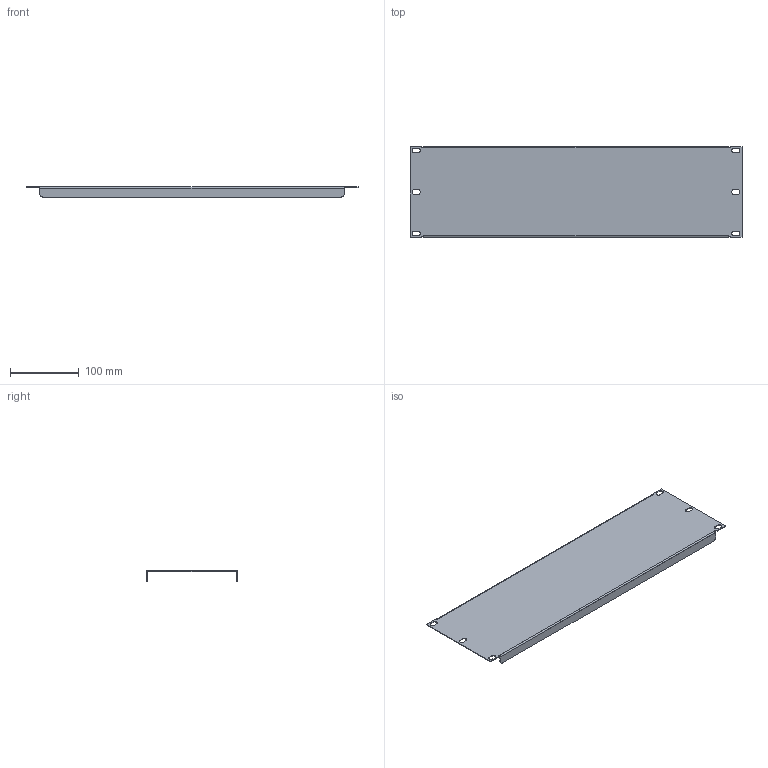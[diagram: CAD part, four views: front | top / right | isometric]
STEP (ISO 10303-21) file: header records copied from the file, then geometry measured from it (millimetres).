
FILE_DESCRIPTION (( 'STEP AP203' ), '1' );
FILE_NAME ('ÊÈÂÀ 218.00.01-02 ITK Ôàëüø-ïàíåëü 19''''_FP35-03UM.STEP', '2023-06-21T13:06:28', ( '' ), ( '' ), 'SwSTEP 2.0', 'SolidWorks 2022', '' );
FILE_SCHEMA (( 'CONFIG_CONTROL_DESIGN' ));
Length unit declared in the file: millimetre
Products named in the file (1): КИВА 218.00.01-02 ITK Фальш-панель 19''''_FP35-03UM
Bounding box: 483 x 132 x 15 mm (x, y, z)
Volume: 75109.1 mm3; surface area: 151698.8 mm2
Topology: 1 solids, 1 shells, 68 faces, 186 edges, 120 vertices
Faces by surface type: plane 38, cylinder 30
Entity records: 2259 total; most frequent: DIRECTION 388, CARTESIAN_POINT 375, ORIENTED_EDGE 372, EDGE_CURVE 186, AXIS2_PLACEMENT_3D 133, LINE 122, VECTOR 122, VERTEX_POINT 120
